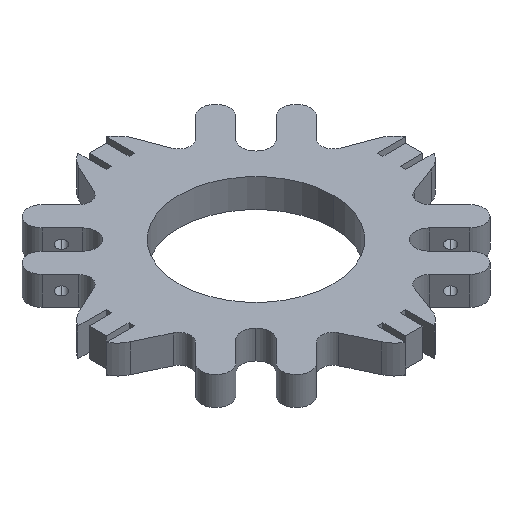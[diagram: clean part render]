
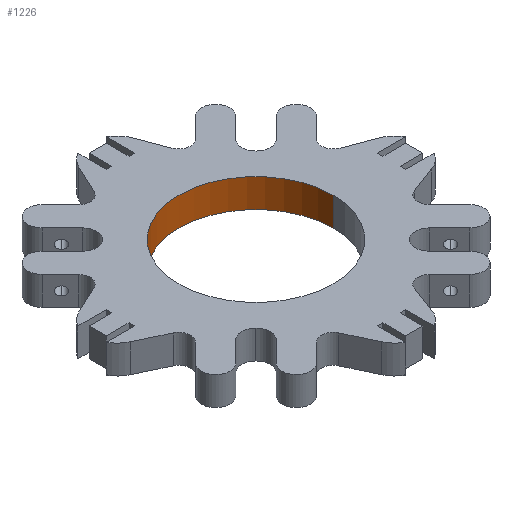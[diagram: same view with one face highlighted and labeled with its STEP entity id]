
A CAD part, isometric view. The second image highlights one B-rep face of the part: STEP entity #1226.
In plain terms, the highlighted cylindrical face has radius 27 mm (diameter 54 mm), a partial arc.
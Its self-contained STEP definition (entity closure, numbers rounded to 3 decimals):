
#731=CARTESIAN_POINT('Axis2P3D Location',(0.,0.,-5.)) ;
#735=CARTESIAN_POINT('Vertex',(27.,0.,-5.)) ;
#737=CARTESIAN_POINT('Vertex',(-27.,0.,-5.)) ;
#1184=CARTESIAN_POINT('Axis2P3D Location',(0.,0.,0.)) ;
#1193=CARTESIAN_POINT('Vertex',(-27.,0.,5.)) ;
#1195=CARTESIAN_POINT('Vertex',(27.,0.,5.)) ;
#1198=CARTESIAN_POINT('Line Origine',(27.,0.,0.)) ;
#1203=CARTESIAN_POINT('Line Origine',(-27.,0.,0.)) ;
#1215=CARTESIAN_POINT('Axis2P3D Location',(0.,0.,5.)) ;
#732=DIRECTION('Axis2P3D Direction',(0.,0.,1.)) ;
#1185=DIRECTION('Axis2P3D Direction',(0.,0.,1.)) ;
#1186=DIRECTION('Axis2P3D XDirection',(1.,0.,0.)) ;
#1199=DIRECTION('Vector Direction',(0.,0.,1.)) ;
#1204=DIRECTION('Vector Direction',(0.,0.,1.)) ;
#1216=DIRECTION('Axis2P3D Direction',(0.,0.,1.)) ;
#733=AXIS2_PLACEMENT_3D('Circle Axis2P3D',#731,#732,$) ;
#1187=AXIS2_PLACEMENT_3D('Cylinder Axis2P3D',#1184,#1185,#1186) ;
#1217=AXIS2_PLACEMENT_3D('Circle Axis2P3D',#1215,#1216,$) ;
#1221=ORIENTED_EDGE('',*,*,#1219,.T.) ;
#1222=ORIENTED_EDGE('',*,*,#1207,.F.) ;
#1223=ORIENTED_EDGE('',*,*,#739,.F.) ;
#1224=ORIENTED_EDGE('',*,*,#1202,.T.) ;
#1200=VECTOR('Line Direction',#1199,1.) ;
#1205=VECTOR('Line Direction',#1204,1.) ;
#1226=ADVANCED_FACE('Corps principal',(#1225),#1188,.F.) ;
#734=CIRCLE('generated circle',#733,27.) ;
#1218=CIRCLE('generated circle',#1217,27.) ;
#1188=CYLINDRICAL_SURFACE('generated cylinder',#1187,27.) ;
#739=EDGE_CURVE('',#736,#738,#734,.T.) ;
#1202=EDGE_CURVE('',#736,#1196,#1201,.T.) ;
#1207=EDGE_CURVE('',#738,#1194,#1206,.T.) ;
#1219=EDGE_CURVE('',#1196,#1194,#1218,.T.) ;
#1220=EDGE_LOOP('',(#1221,#1222,#1223,#1224)) ;
#1225=FACE_OUTER_BOUND('',#1220,.T.) ;
#1201=LINE('Line',#1198,#1200) ;
#1206=LINE('Line',#1203,#1205) ;
#736=VERTEX_POINT('',#735) ;
#738=VERTEX_POINT('',#737) ;
#1194=VERTEX_POINT('',#1193) ;
#1196=VERTEX_POINT('',#1195) ;
